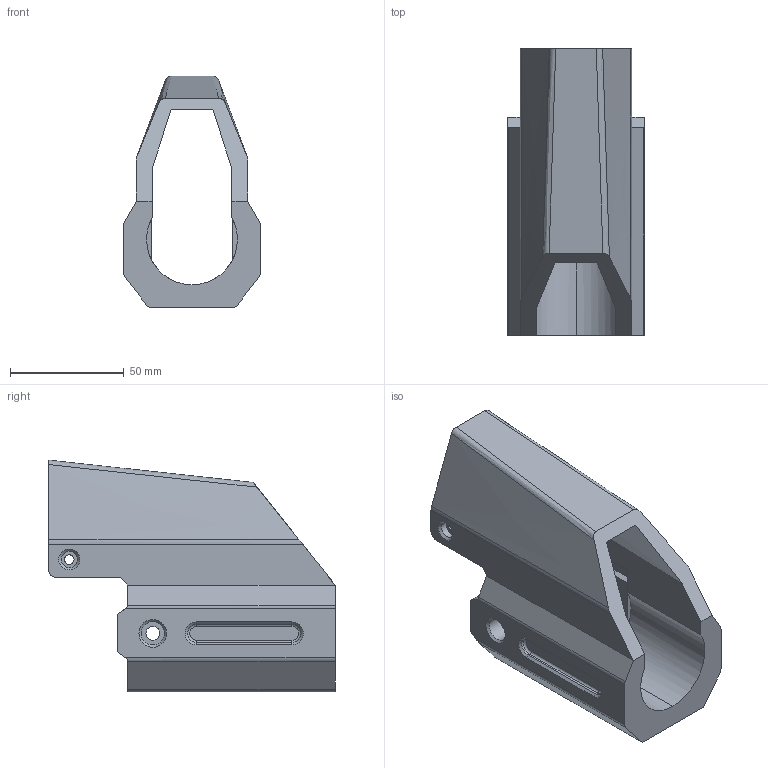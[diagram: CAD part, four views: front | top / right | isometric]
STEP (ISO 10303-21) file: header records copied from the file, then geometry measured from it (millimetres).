
FILE_DESCRIPTION(('HOOPS Exchange Step'),'2;1');
FILE_NAME('temp_export','2026-01-16T07:54:14-06:00',('mobile'),('Shapr3D Limited'),'HOOPS Exchange 2025.7','Shapr3D','Authorized');
FILE_SCHEMA( ('AP242_MANAGED_MODEL_BASED_3D_ENGINEERING_MIM_LF {1 0 10303 442 1 1 4}') );
Length unit declared in the file: millimetre
Products named in the file (2): Front; root
Assembly tree (1 placements, depth 2):
  root
    Front
Bounding box: 60 x 126 x 102 mm (x, y, z)
Volume: 175683.8 mm3; surface area: 51999.2 mm2
Topology: 1 solids, 1 shells, 113 faces, 303 edges, 196 vertices
Faces by surface type: plane 67, cylinder 26, cone 8, bspline 8, torus 4
Full cylindrical faces by diameter (mm): 4.2 x2, 6 x2, 7.2 x2, 10.2 x2
Entity records: 3925 total; most frequent: CARTESIAN_POINT 1033, ORIENTED_EDGE 606, DIRECTION 573, EDGE_CURVE 303, VERTEX_POINT 196, VECTOR 195, LINE 195, AXIS2_PLACEMENT_3D 189
